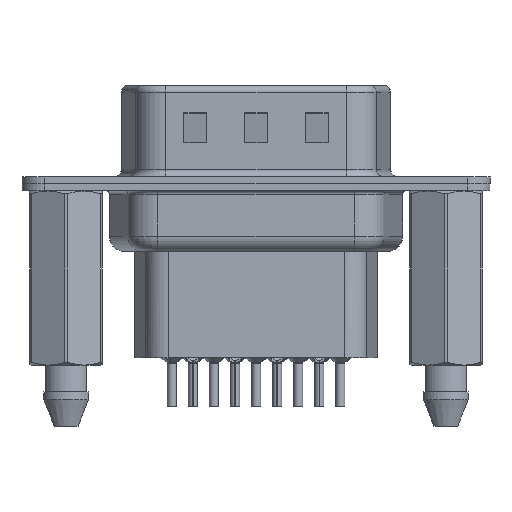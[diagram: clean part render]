
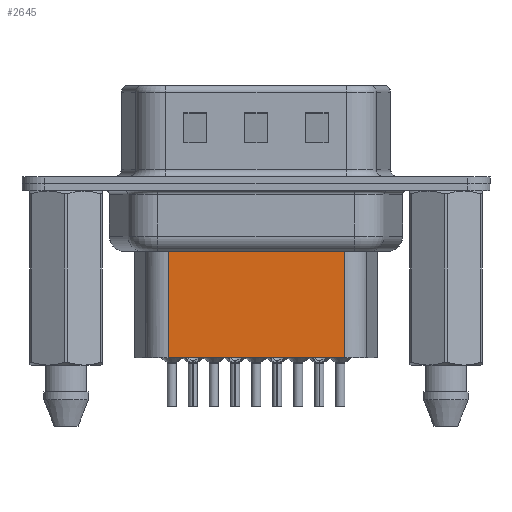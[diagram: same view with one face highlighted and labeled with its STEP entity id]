
A CAD part, front view. The second image highlights one B-rep face of the part: STEP entity #2645.
In plain terms, the highlighted planar face has unit normal (0, -1, 0).
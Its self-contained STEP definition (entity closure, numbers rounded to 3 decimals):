
#882 = VECTOR ( 'NONE', #20420, 1000. ) ;
#1903 = LINE ( 'NONE', #17138, #882 ) ;
#2577 = CARTESIAN_POINT ( 'NONE',  ( 18.294, -3.5, -4.097 ) ) ;
#2645 = ADVANCED_FACE ( 'NONE', ( #6922 ), #15272, .T. ) ;
#4380 = VERTEX_POINT ( 'NONE', #8079 ) ;
#5189 = LINE ( 'NONE', #18925, #9052 ) ;
#5489 = CARTESIAN_POINT ( 'NONE',  ( 6.706, -3.5, -11.45 ) ) ;
#6922 = FACE_OUTER_BOUND ( 'NONE', #17941, .T. ) ;
#7061 = EDGE_CURVE ( 'NONE', #13626, #19187, #5189, .T. ) ;
#7117 = DIRECTION ( 'NONE',  ( 1., 0., 0. ) ) ;
#7415 = CARTESIAN_POINT ( 'NONE',  ( 18.294, -3.5, -11.45 ) ) ;
#7892 = DIRECTION ( 'NONE',  ( -1., 0., 0. ) ) ;
#7903 = LINE ( 'NONE', #17724, #20757 ) ;
#8079 = CARTESIAN_POINT ( 'NONE',  ( 6.706, -3.5, -4.097 ) ) ;
#8419 = EDGE_CURVE ( 'NONE', #13626, #4380, #13019, .T. ) ;
#8725 = EDGE_CURVE ( 'NONE', #19187, #18425, #7903, .T. ) ;
#9052 = VECTOR ( 'NONE', #10745, 1000. ) ;
#9583 = AXIS2_PLACEMENT_3D ( 'NONE', #10311, #16940, #7117 ) ;
#10039 = ORIENTED_EDGE ( 'NONE', *, *, #8419, .T. ) ;
#10311 = CARTESIAN_POINT ( 'NONE',  ( 6.706, -3.5, -3.1 ) ) ;
#10745 = DIRECTION ( 'NONE',  ( 0., 0., -1. ) ) ;
#10896 = EDGE_CURVE ( 'NONE', #4380, #18425, #1903, .T. ) ;
#12500 = VECTOR ( 'NONE', #18530, 1000. ) ;
#13019 = LINE ( 'NONE', #20173, #12500 ) ;
#13626 = VERTEX_POINT ( 'NONE', #2577 ) ;
#15272 = PLANE ( 'NONE',  #9583 ) ;
#16467 = ORIENTED_EDGE ( 'NONE', *, *, #7061, .F. ) ;
#16599 = ORIENTED_EDGE ( 'NONE', *, *, #8725, .F. ) ;
#16940 = DIRECTION ( 'NONE',  ( 0., -1., 0. ) ) ;
#17138 = CARTESIAN_POINT ( 'NONE',  ( 6.706, -3.5, -3.1 ) ) ;
#17724 = CARTESIAN_POINT ( 'NONE',  ( 6.706, -3.5, -11.45 ) ) ;
#17941 = EDGE_LOOP ( 'NONE', ( #16467, #10039, #18356, #16599 ) ) ;
#18356 = ORIENTED_EDGE ( 'NONE', *, *, #10896, .T. ) ;
#18425 = VERTEX_POINT ( 'NONE', #5489 ) ;
#18530 = DIRECTION ( 'NONE',  ( -1., 0., 0. ) ) ;
#18925 = CARTESIAN_POINT ( 'NONE',  ( 18.294, -3.5, -3.1 ) ) ;
#19187 = VERTEX_POINT ( 'NONE', #7415 ) ;
#20173 = CARTESIAN_POINT ( 'NONE',  ( 6.459, -3.5, -4.097 ) ) ;
#20420 = DIRECTION ( 'NONE',  ( 0., 0., -1. ) ) ;
#20757 = VECTOR ( 'NONE', #7892, 1000. ) ;
